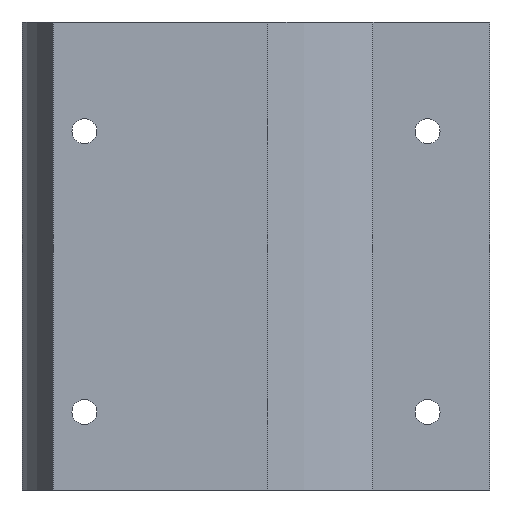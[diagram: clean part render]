
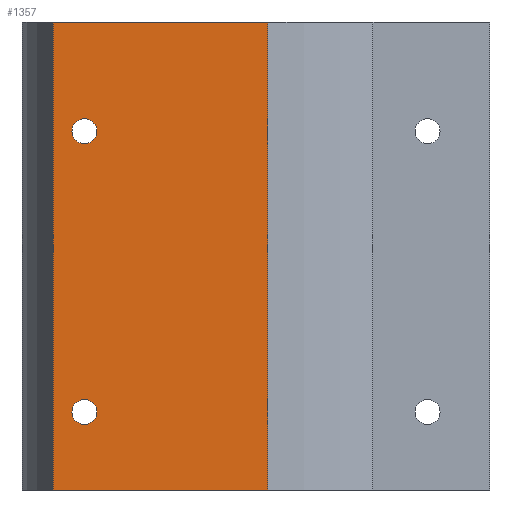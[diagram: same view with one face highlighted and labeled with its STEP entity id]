
A CAD part, front view. The second image highlights one B-rep face of the part: STEP entity #1357.
In plain terms, the highlighted planar face has unit normal (0, -1, 0).
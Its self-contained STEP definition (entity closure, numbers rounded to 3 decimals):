
#45 = PLANE('',#46);
#46 = AXIS2_PLACEMENT_3D('',#47,#48,#49);
#47 = CARTESIAN_POINT('',(0.,0.,0.));
#48 = DIRECTION('',(0.,0.,1.));
#49 = DIRECTION('',(1.,0.,0.));
#102 = PLANE('',#103);
#103 = AXIS2_PLACEMENT_3D('',#104,#105,#106);
#104 = CARTESIAN_POINT('',(0.,0.,60.));
#105 = DIRECTION('',(0.,0.,1.));
#106 = DIRECTION('',(1.,0.,0.));
#304 = VERTEX_POINT('',#305);
#305 = CARTESIAN_POINT('',(-25.981,-15.,0.));
#320 = CYLINDRICAL_SURFACE('',#321,30.);
#321 = AXIS2_PLACEMENT_3D('',#322,#323,#324);
#322 = CARTESIAN_POINT('',(0.,0.,0.));
#323 = DIRECTION('',(-0.,-0.,-1.));
#324 = DIRECTION('',(1.,0.,0.));
#332 = EDGE_CURVE('',#304,#333,#335,.T.);
#333 = VERTEX_POINT('',#334);
#334 = CARTESIAN_POINT('',(1.5,-15.,0.));
#335 = SURFACE_CURVE('',#336,(#340,#347),.PCURVE_S1.);
#336 = LINE('',#337,#338);
#337 = CARTESIAN_POINT('',(-15.24,-15.,0.));
#338 = VECTOR('',#339,1.);
#339 = DIRECTION('',(1.,0.,0.));
#340 = PCURVE('',#45,#341);
#341 = DEFINITIONAL_REPRESENTATION('',(#342),#346);
#342 = LINE('',#343,#344);
#343 = CARTESIAN_POINT('',(-15.24,-15.));
#344 = VECTOR('',#345,1.);
#345 = DIRECTION('',(1.,0.));
#346 = ( GEOMETRIC_REPRESENTATION_CONTEXT(2) 
PARAMETRIC_REPRESENTATION_CONTEXT() REPRESENTATION_CONTEXT('2D SPACE',''
  ) );
#347 = PCURVE('',#348,#353);
#348 = PLANE('',#349);
#349 = AXIS2_PLACEMENT_3D('',#350,#351,#352);
#350 = CARTESIAN_POINT('',(-30.48,-15.,60.));
#351 = DIRECTION('',(0.,-1.,0.));
#352 = DIRECTION('',(1.,0.,0.));
#353 = DEFINITIONAL_REPRESENTATION('',(#354),#358);
#354 = LINE('',#355,#356);
#355 = CARTESIAN_POINT('',(15.24,-60.));
#356 = VECTOR('',#357,1.);
#357 = DIRECTION('',(1.,0.));
#358 = ( GEOMETRIC_REPRESENTATION_CONTEXT(2) 
PARAMETRIC_REPRESENTATION_CONTEXT() REPRESENTATION_CONTEXT('2D SPACE',''
  ) );
#376 = PLANE('',#377);
#377 = AXIS2_PLACEMENT_3D('',#378,#379,#380);
#378 = CARTESIAN_POINT('',(1.5,-15.,60.));
#379 = DIRECTION('',(-1.,0.,0.));
#380 = DIRECTION('',(0.,-1.,0.));
#785 = VERTEX_POINT('',#786);
#786 = CARTESIAN_POINT('',(-25.981,-15.,60.));
#808 = EDGE_CURVE('',#785,#809,#811,.T.);
#809 = VERTEX_POINT('',#810);
#810 = CARTESIAN_POINT('',(1.5,-15.,60.));
#811 = SURFACE_CURVE('',#812,(#816,#823),.PCURVE_S1.);
#812 = LINE('',#813,#814);
#813 = CARTESIAN_POINT('',(-30.48,-15.,60.));
#814 = VECTOR('',#815,1.);
#815 = DIRECTION('',(1.,0.,0.));
#816 = PCURVE('',#102,#817);
#817 = DEFINITIONAL_REPRESENTATION('',(#818),#822);
#818 = LINE('',#819,#820);
#819 = CARTESIAN_POINT('',(-30.48,-15.));
#820 = VECTOR('',#821,1.);
#821 = DIRECTION('',(1.,0.));
#822 = ( GEOMETRIC_REPRESENTATION_CONTEXT(2) 
PARAMETRIC_REPRESENTATION_CONTEXT() REPRESENTATION_CONTEXT('2D SPACE',''
  ) );
#823 = PCURVE('',#348,#824);
#824 = DEFINITIONAL_REPRESENTATION('',(#825),#829);
#825 = LINE('',#826,#827);
#826 = CARTESIAN_POINT('',(0.,0.));
#827 = VECTOR('',#828,1.);
#828 = DIRECTION('',(1.,0.));
#829 = ( GEOMETRIC_REPRESENTATION_CONTEXT(2) 
PARAMETRIC_REPRESENTATION_CONTEXT() REPRESENTATION_CONTEXT('2D SPACE',''
  ) );
#1194 = EDGE_CURVE('',#809,#333,#1195,.T.);
#1195 = SURFACE_CURVE('',#1196,(#1200,#1207),.PCURVE_S1.);
#1196 = LINE('',#1197,#1198);
#1197 = CARTESIAN_POINT('',(1.5,-15.,60.));
#1198 = VECTOR('',#1199,1.);
#1199 = DIRECTION('',(-0.,-0.,-1.));
#1200 = PCURVE('',#376,#1201);
#1201 = DEFINITIONAL_REPRESENTATION('',(#1202),#1206);
#1202 = LINE('',#1203,#1204);
#1203 = CARTESIAN_POINT('',(0.,0.));
#1204 = VECTOR('',#1205,1.);
#1205 = DIRECTION('',(0.,-1.));
#1206 = ( GEOMETRIC_REPRESENTATION_CONTEXT(2) 
PARAMETRIC_REPRESENTATION_CONTEXT() REPRESENTATION_CONTEXT('2D SPACE',''
  ) );
#1207 = PCURVE('',#348,#1208);
#1208 = DEFINITIONAL_REPRESENTATION('',(#1209),#1213);
#1209 = LINE('',#1210,#1211);
#1210 = CARTESIAN_POINT('',(31.98,0.));
#1211 = VECTOR('',#1212,1.);
#1212 = DIRECTION('',(0.,-1.));
#1213 = ( GEOMETRIC_REPRESENTATION_CONTEXT(2) 
PARAMETRIC_REPRESENTATION_CONTEXT() REPRESENTATION_CONTEXT('2D SPACE',''
  ) );
#1357 = ADVANCED_FACE('',(#1358,#1384,#1419),#348,.T.);
#1358 = FACE_BOUND('',#1359,.T.);
#1359 = EDGE_LOOP('',(#1360,#1361,#1382,#1383));
#1360 = ORIENTED_EDGE('',*,*,#808,.F.);
#1361 = ORIENTED_EDGE('',*,*,#1362,.T.);
#1362 = EDGE_CURVE('',#785,#304,#1363,.T.);
#1363 = SURFACE_CURVE('',#1364,(#1368,#1375),.PCURVE_S1.);
#1364 = LINE('',#1365,#1366);
#1365 = CARTESIAN_POINT('',(-25.981,-15.,0.));
#1366 = VECTOR('',#1367,1.);
#1367 = DIRECTION('',(-0.,-0.,-1.));
#1368 = PCURVE('',#348,#1369);
#1369 = DEFINITIONAL_REPRESENTATION('',(#1370),#1374);
#1370 = LINE('',#1371,#1372);
#1371 = CARTESIAN_POINT('',(4.499,-60.));
#1372 = VECTOR('',#1373,1.);
#1373 = DIRECTION('',(0.,-1.));
#1374 = ( GEOMETRIC_REPRESENTATION_CONTEXT(2) 
PARAMETRIC_REPRESENTATION_CONTEXT() REPRESENTATION_CONTEXT('2D SPACE',''
  ) );
#1375 = PCURVE('',#320,#1376);
#1376 = DEFINITIONAL_REPRESENTATION('',(#1377),#1381);
#1377 = LINE('',#1378,#1379);
#1378 = CARTESIAN_POINT('',(-3.665,0.));
#1379 = VECTOR('',#1380,1.);
#1380 = DIRECTION('',(-0.,1.));
#1381 = ( GEOMETRIC_REPRESENTATION_CONTEXT(2) 
PARAMETRIC_REPRESENTATION_CONTEXT() REPRESENTATION_CONTEXT('2D SPACE',''
  ) );
#1382 = ORIENTED_EDGE('',*,*,#332,.T.);
#1383 = ORIENTED_EDGE('',*,*,#1194,.F.);
#1384 = FACE_BOUND('',#1385,.T.);
#1385 = EDGE_LOOP('',(#1386));
#1386 = ORIENTED_EDGE('',*,*,#1387,.T.);
#1387 = EDGE_CURVE('',#1388,#1388,#1390,.T.);
#1388 = VERTEX_POINT('',#1389);
#1389 = CARTESIAN_POINT('',(-23.6,-15.,10.));
#1390 = SURFACE_CURVE('',#1391,(#1396,#1407),.PCURVE_S1.);
#1391 = CIRCLE('',#1392,1.6);
#1392 = AXIS2_PLACEMENT_3D('',#1393,#1394,#1395);
#1393 = CARTESIAN_POINT('',(-22.,-15.,10.));
#1394 = DIRECTION('',(0.,1.,0.));
#1395 = DIRECTION('',(-1.,0.,0.));
#1396 = PCURVE('',#348,#1397);
#1397 = DEFINITIONAL_REPRESENTATION('',(#1398),#1406);
#1398 = ( BOUNDED_CURVE() B_SPLINE_CURVE(2,(#1399,#1400,#1401,#1402,
#1403,#1404,#1405),.UNSPECIFIED.,.T.,.F.) B_SPLINE_CURVE_WITH_KNOTS((1,2
    ,2,2,2,1),(-2.094,0.,2.094,4.189,
6.283,8.378),.UNSPECIFIED.) CURVE() 
GEOMETRIC_REPRESENTATION_ITEM() RATIONAL_B_SPLINE_CURVE((1.,0.5,1.,0.5,
1.,0.5,1.)) REPRESENTATION_ITEM('') );
#1399 = CARTESIAN_POINT('',(6.88,-50.));
#1400 = CARTESIAN_POINT('',(6.88,-47.229));
#1401 = CARTESIAN_POINT('',(9.28,-48.614));
#1402 = CARTESIAN_POINT('',(11.68,-50.));
#1403 = CARTESIAN_POINT('',(9.28,-51.386));
#1404 = CARTESIAN_POINT('',(6.88,-52.771));
#1405 = CARTESIAN_POINT('',(6.88,-50.));
#1406 = ( GEOMETRIC_REPRESENTATION_CONTEXT(2) 
PARAMETRIC_REPRESENTATION_CONTEXT() REPRESENTATION_CONTEXT('2D SPACE',''
  ) );
#1407 = PCURVE('',#1408,#1413);
#1408 = CYLINDRICAL_SURFACE('',#1409,1.6);
#1409 = AXIS2_PLACEMENT_3D('',#1410,#1411,#1412);
#1410 = CARTESIAN_POINT('',(-22.,-1.5,10.));
#1411 = DIRECTION('',(0.,1.,0.));
#1412 = DIRECTION('',(-1.,0.,0.));
#1413 = DEFINITIONAL_REPRESENTATION('',(#1414),#1418);
#1414 = LINE('',#1415,#1416);
#1415 = CARTESIAN_POINT('',(0.,-13.5));
#1416 = VECTOR('',#1417,1.);
#1417 = DIRECTION('',(1.,0.));
#1418 = ( GEOMETRIC_REPRESENTATION_CONTEXT(2) 
PARAMETRIC_REPRESENTATION_CONTEXT() REPRESENTATION_CONTEXT('2D SPACE',''
  ) );
#1419 = FACE_BOUND('',#1420,.T.);
#1420 = EDGE_LOOP('',(#1421));
#1421 = ORIENTED_EDGE('',*,*,#1422,.T.);
#1422 = EDGE_CURVE('',#1423,#1423,#1425,.T.);
#1423 = VERTEX_POINT('',#1424);
#1424 = CARTESIAN_POINT('',(-23.6,-15.,46.));
#1425 = SURFACE_CURVE('',#1426,(#1431,#1442),.PCURVE_S1.);
#1426 = CIRCLE('',#1427,1.6);
#1427 = AXIS2_PLACEMENT_3D('',#1428,#1429,#1430);
#1428 = CARTESIAN_POINT('',(-22.,-15.,46.));
#1429 = DIRECTION('',(0.,1.,0.));
#1430 = DIRECTION('',(-1.,0.,0.));
#1431 = PCURVE('',#348,#1432);
#1432 = DEFINITIONAL_REPRESENTATION('',(#1433),#1441);
#1433 = ( BOUNDED_CURVE() B_SPLINE_CURVE(2,(#1434,#1435,#1436,#1437,
#1438,#1439,#1440),.UNSPECIFIED.,.T.,.F.) B_SPLINE_CURVE_WITH_KNOTS((1,2
    ,2,2,2,1),(-2.094,0.,2.094,4.189,
6.283,8.378),.UNSPECIFIED.) CURVE() 
GEOMETRIC_REPRESENTATION_ITEM() RATIONAL_B_SPLINE_CURVE((1.,0.5,1.,0.5,
1.,0.5,1.)) REPRESENTATION_ITEM('') );
#1434 = CARTESIAN_POINT('',(6.88,-14.));
#1435 = CARTESIAN_POINT('',(6.88,-11.229));
#1436 = CARTESIAN_POINT('',(9.28,-12.614));
#1437 = CARTESIAN_POINT('',(11.68,-14.));
#1438 = CARTESIAN_POINT('',(9.28,-15.386));
#1439 = CARTESIAN_POINT('',(6.88,-16.771));
#1440 = CARTESIAN_POINT('',(6.88,-14.));
#1441 = ( GEOMETRIC_REPRESENTATION_CONTEXT(2) 
PARAMETRIC_REPRESENTATION_CONTEXT() REPRESENTATION_CONTEXT('2D SPACE',''
  ) );
#1442 = PCURVE('',#1443,#1448);
#1443 = CYLINDRICAL_SURFACE('',#1444,1.6);
#1444 = AXIS2_PLACEMENT_3D('',#1445,#1446,#1447);
#1445 = CARTESIAN_POINT('',(-22.,-1.5,46.));
#1446 = DIRECTION('',(0.,1.,0.));
#1447 = DIRECTION('',(-1.,0.,0.));
#1448 = DEFINITIONAL_REPRESENTATION('',(#1449),#1453);
#1449 = LINE('',#1450,#1451);
#1450 = CARTESIAN_POINT('',(0.,-13.5));
#1451 = VECTOR('',#1452,1.);
#1452 = DIRECTION('',(1.,0.));
#1453 = ( GEOMETRIC_REPRESENTATION_CONTEXT(2) 
PARAMETRIC_REPRESENTATION_CONTEXT() REPRESENTATION_CONTEXT('2D SPACE',''
  ) );
